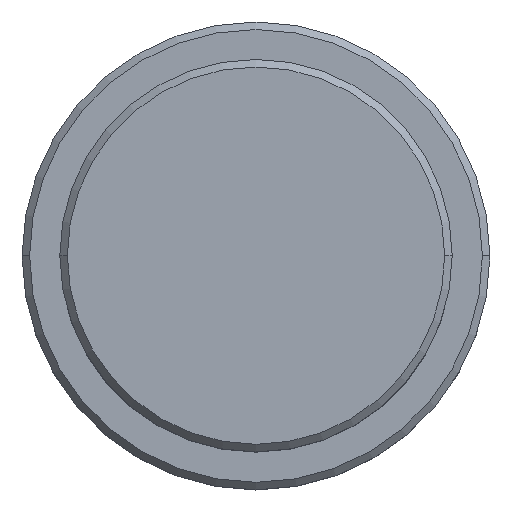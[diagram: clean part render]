
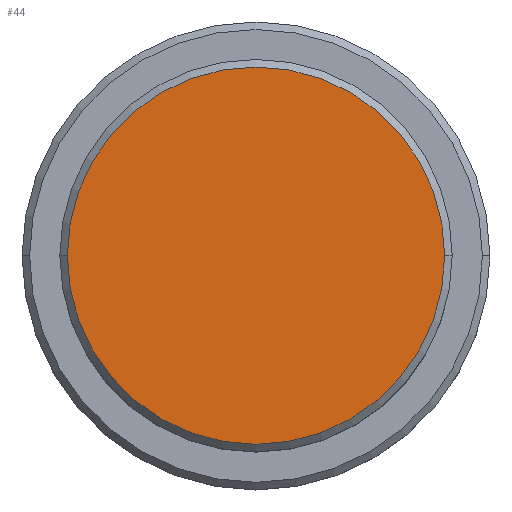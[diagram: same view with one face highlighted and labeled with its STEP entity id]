
A CAD part, top view. The second image highlights one B-rep face of the part: STEP entity #44.
In plain terms, the highlighted planar face has unit normal (0, 0, 1).
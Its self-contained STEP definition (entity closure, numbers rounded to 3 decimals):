
#44 = ADVANCED_FACE ( 'NONE', ( #86 ), #1082, .T. ) ;
#73 = AXIS2_PLACEMENT_3D ( 'NONE', #707, #1280, #851 ) ;
#86 = FACE_OUTER_BOUND ( 'NONE', #340, .T. ) ;
#195 = ORIENTED_EDGE ( 'NONE', *, *, #1405, .T. ) ;
#196 = CIRCLE ( 'NONE', #265, 12.5 ) ;
#215 = CARTESIAN_POINT ( 'NONE',  ( 12.5, 0., 0. ) ) ;
#265 = AXIS2_PLACEMENT_3D ( 'NONE', #452, #661, #328 ) ;
#316 = DIRECTION ( 'NONE',  ( 0., 0., 1. ) ) ;
#328 = DIRECTION ( 'NONE',  ( 1., 0., 0. ) ) ;
#340 = EDGE_LOOP ( 'NONE', ( #556, #195 ) ) ;
#355 = VERTEX_POINT ( 'NONE', #1134 ) ;
#383 = EDGE_CURVE ( 'NONE', #355, #919, #1195, .T. ) ;
#452 = CARTESIAN_POINT ( 'NONE',  ( 0., 0., 0. ) ) ;
#556 = ORIENTED_EDGE ( 'NONE', *, *, #383, .T. ) ;
#661 = DIRECTION ( 'NONE',  ( 0., 0., 1. ) ) ;
#707 = CARTESIAN_POINT ( 'NONE',  ( 0., 0., 0. ) ) ;
#851 = DIRECTION ( 'NONE',  ( 1., 0., 0. ) ) ;
#919 = VERTEX_POINT ( 'NONE', #215 ) ;
#954 = AXIS2_PLACEMENT_3D ( 'NONE', #1096, #316, #1294 ) ;
#1082 = PLANE ( 'NONE',  #954 ) ;
#1096 = CARTESIAN_POINT ( 'NONE',  ( 0., 0., 0. ) ) ;
#1134 = CARTESIAN_POINT ( 'NONE',  ( -12.5, 0., 0. ) ) ;
#1195 = CIRCLE ( 'NONE', #73, 12.5 ) ;
#1280 = DIRECTION ( 'NONE',  ( 0., 0., 1. ) ) ;
#1294 = DIRECTION ( 'NONE',  ( 1., 0., 0. ) ) ;
#1405 = EDGE_CURVE ( 'NONE', #919, #355, #196, .T. ) ;
